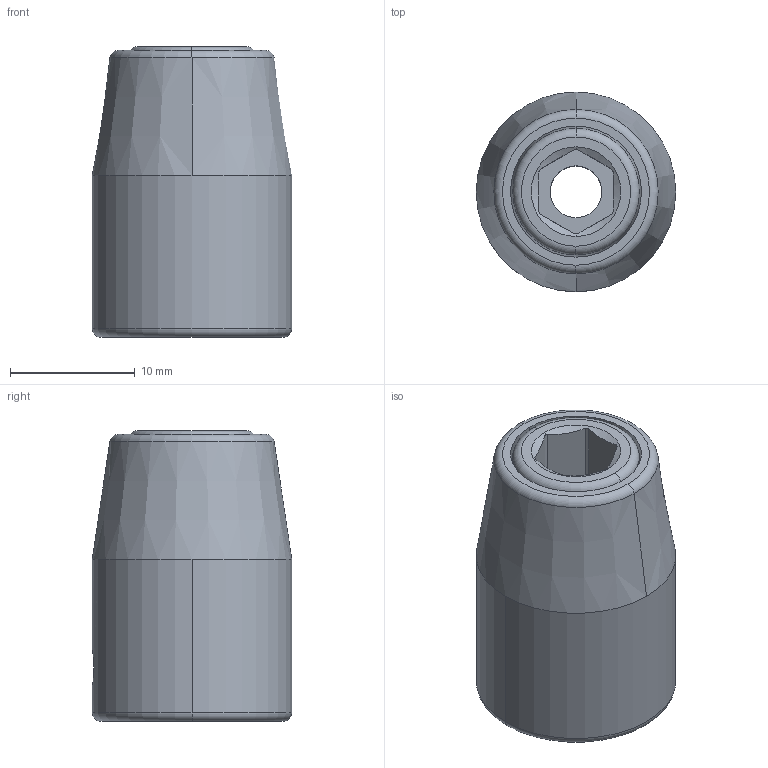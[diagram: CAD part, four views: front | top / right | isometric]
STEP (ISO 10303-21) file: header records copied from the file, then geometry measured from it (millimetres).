
FILE_DESCRIPTION((''),'2;1');
FILE_NAME('4027116306_ASM','2023-09-25T15:49:37',('a00565553'),(''),'CREO PARAMETRIC BY PTC INC, 2022414','CREO PARAMETRIC BY PTC INC, 2022414','');
FILE_SCHEMA(('CONFIG_CONTROL_DESIGN','GEOMETRIC_VALIDATION_PROPERTIES_MIM'));
Length unit declared in the file: millimetre
Products named in the file (3): 4027110006; 4027299203; 4027116306_ASM
Assembly tree (2 placements, depth 2):
  4027116306_ASM
    4027110006
    4027299203
Bounding box: 16 x 16 x 23.3 mm (x, y, z)
Volume: 3231 mm3; surface area: 3627.5 mm2
Topology: 2 solids, 2 shells, 74 faces, 200 edges, 128 vertices
Faces by surface type: cylinder 29, plane 21, cone 14, torus 10
Entity records: 2967 total; most frequent: CARTESIAN_POINT 696, DIRECTION 412, ORIENTED_EDGE 400, EDGE_CURVE 200, AXIS2_PLACEMENT_3D 172, VERTEX_POINT 128, CIRCLE 93, EDGE_LOOP 82
